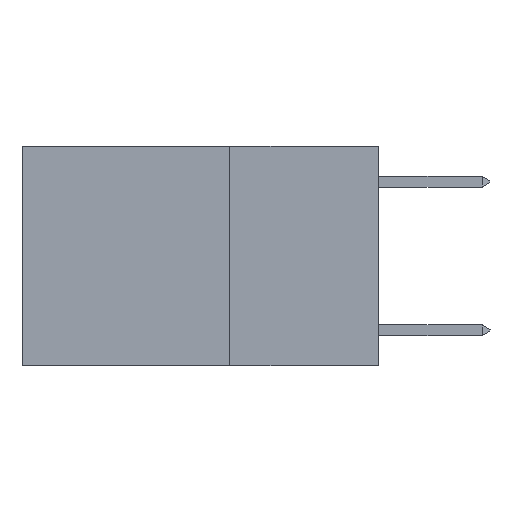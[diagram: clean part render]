
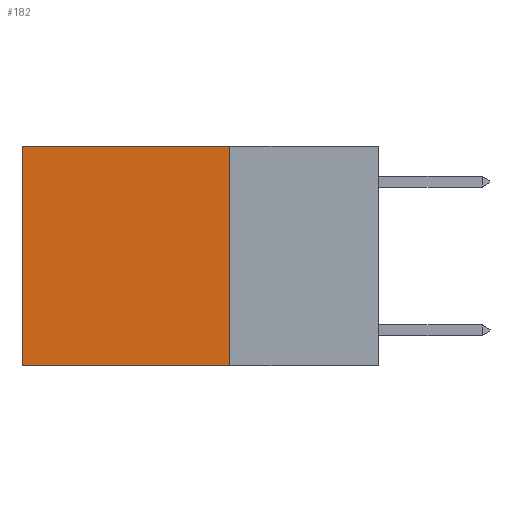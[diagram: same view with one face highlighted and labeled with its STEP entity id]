
A CAD part, left-side view. The second image highlights one B-rep face of the part: STEP entity #182.
In plain terms, the highlighted planar face has unit normal (-1, 0, 0).
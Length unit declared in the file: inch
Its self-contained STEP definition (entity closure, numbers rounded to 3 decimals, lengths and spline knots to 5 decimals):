
#182 = ADVANCED_FACE ( 'NONE', ( #4366 ), #16634, .F. ) ;
#631 = DIRECTION ( 'NONE',  ( 0., 0., -1. ) ) ;
#1021 = ORIENTED_EDGE ( 'NONE', *, *, #4185, .F. ) ;
#1407 = AXIS2_PLACEMENT_3D ( 'NONE', #1935, #1988, #11421 ) ;
#1935 = CARTESIAN_POINT ( 'NONE',  ( 0.2625, 0.25, 0. ) ) ;
#1988 = DIRECTION ( 'NONE',  ( 1., 0., 0. ) ) ;
#3834 = CARTESIAN_POINT ( 'NONE',  ( 0.2625, 0.25, -0.37 ) ) ;
#4185 = EDGE_CURVE ( 'NONE', #16210, #7109, #6761, .T. ) ;
#4366 = FACE_OUTER_BOUND ( 'NONE', #10922, .T. ) ;
#4616 = CARTESIAN_POINT ( 'NONE',  ( 0.2625, 0.6, 0. ) ) ;
#5771 = ORIENTED_EDGE ( 'NONE', *, *, #17250, .T. ) ;
#6041 = ORIENTED_EDGE ( 'NONE', *, *, #10341, .T. ) ;
#6344 = VERTEX_POINT ( 'NONE', #4616 ) ;
#6761 = LINE ( 'NONE', #3834, #16961 ) ;
#7109 = VERTEX_POINT ( 'NONE', #7492 ) ;
#7377 = CARTESIAN_POINT ( 'NONE',  ( 0.2625, 0.25, 0. ) ) ;
#7492 = CARTESIAN_POINT ( 'NONE',  ( 0.2625, 0.6, -0.37 ) ) ;
#7685 = ORIENTED_EDGE ( 'NONE', *, *, #12691, .F. ) ;
#8004 = LINE ( 'NONE', #16694, #11156 ) ;
#8748 = DIRECTION ( 'NONE',  ( 0., 1., 0. ) ) ;
#9132 = CARTESIAN_POINT ( 'NONE',  ( 0.2625, 0.25, 0. ) ) ;
#9299 = VERTEX_POINT ( 'NONE', #9132 ) ;
#10054 = LINE ( 'NONE', #10667, #13420 ) ;
#10341 = EDGE_CURVE ( 'NONE', #9299, #6344, #11667, .T. ) ;
#10667 = CARTESIAN_POINT ( 'NONE',  ( 0.2625, 0.25, 0. ) ) ;
#10922 = EDGE_LOOP ( 'NONE', ( #5771, #1021, #7685, #6041 ) ) ;
#11156 = VECTOR ( 'NONE', #631, 39.37008 ) ;
#11421 = DIRECTION ( 'NONE',  ( 0., 0., -1. ) ) ;
#11667 = LINE ( 'NONE', #7377, #14393 ) ;
#12691 = EDGE_CURVE ( 'NONE', #9299, #16210, #10054, .T. ) ;
#13230 = DIRECTION ( 'NONE',  ( 0., 1., 0. ) ) ;
#13420 = VECTOR ( 'NONE', #16022, 39.37008 ) ;
#14393 = VECTOR ( 'NONE', #8748, 39.37008 ) ;
#16022 = DIRECTION ( 'NONE',  ( 0., 0., -1. ) ) ;
#16210 = VERTEX_POINT ( 'NONE', #17155 ) ;
#16634 = PLANE ( 'NONE',  #1407 ) ;
#16694 = CARTESIAN_POINT ( 'NONE',  ( 0.2625, 0.6, 0. ) ) ;
#16961 = VECTOR ( 'NONE', #13230, 39.37008 ) ;
#17155 = CARTESIAN_POINT ( 'NONE',  ( 0.2625, 0.25, -0.37 ) ) ;
#17250 = EDGE_CURVE ( 'NONE', #6344, #7109, #8004, .T. ) ;
